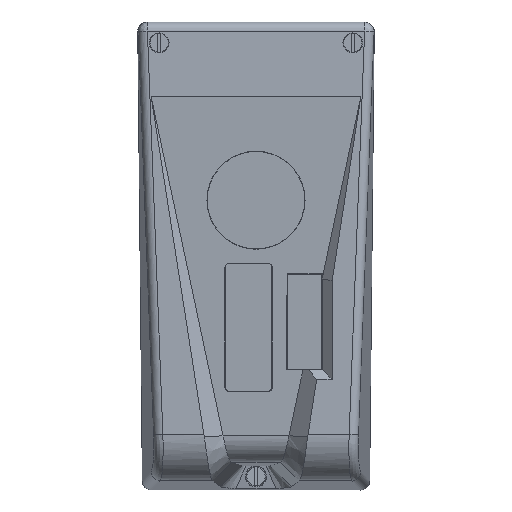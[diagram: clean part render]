
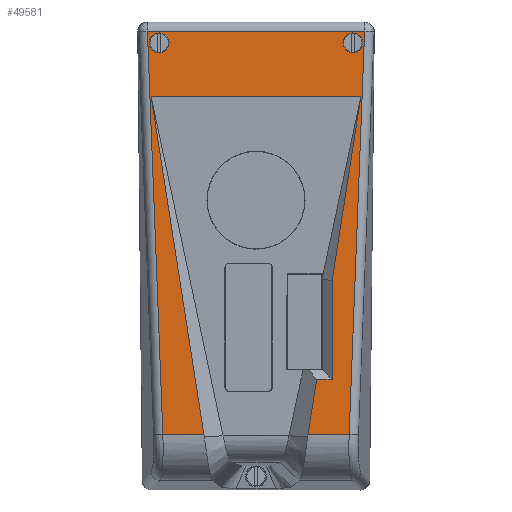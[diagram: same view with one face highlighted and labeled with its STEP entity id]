
A CAD part, top view. The second image highlights one B-rep face of the part: STEP entity #49581.
In plain terms, the highlighted planar face has unit normal (0, 0, 1).
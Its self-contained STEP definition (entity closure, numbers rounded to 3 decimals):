
#127 = CARTESIAN_POINT ( 'NONE',  ( -55.85, 196.4, 83.967 ) ) ;
#275 = CARTESIAN_POINT ( 'NONE',  ( 40.202, 168.67, 83.967 ) ) ;
#454 = EDGE_CURVE ( 'NONE', #29726, #27581, #54234, .T. ) ;
#727 = PLANE ( 'NONE',  #8012 ) ;
#2233 = VERTEX_POINT ( 'NONE', #58007 ) ;
#2322 = ORIENTED_EDGE ( 'NONE', *, *, #60907, .T. ) ;
#2993 = FACE_BOUND ( 'NONE', #60552, .T. ) ;
#3318 = CARTESIAN_POINT ( 'NONE',  ( -53.427, 191.5, 83.967 ) ) ;
#4498 = DIRECTION ( 'NONE',  ( 0.154, -0.988, 0. ) ) ;
#4867 = DIRECTION ( 'NONE',  ( 0., 0., -1. ) ) ;
#4959 = DIRECTION ( 'NONE',  ( 0., -1., 0. ) ) ;
#5007 = VERTEX_POINT ( 'NONE', #66172 ) ;
#5122 = VECTOR ( 'NONE', #67852, 1000. ) ;
#6821 = DIRECTION ( 'NONE',  ( -1., 0., 0. ) ) ;
#7973 = CARTESIAN_POINT ( 'NONE',  ( 13.065, 23.634, 83.967 ) ) ;
#8012 = AXIS2_PLACEMENT_3D ( 'NONE', #59294, #50985, #12498 ) ;
#8226 = EDGE_CURVE ( 'NONE', #57619, #14674, #26997, .T. ) ;
#10977 = DIRECTION ( 'NONE',  ( -1., 0., 0. ) ) ;
#11479 = EDGE_CURVE ( 'NONE', #64752, #57619, #24289, .T. ) ;
#11576 = EDGE_CURVE ( 'NONE', #21135, #26557, #60205, .T. ) ;
#11583 = ORIENTED_EDGE ( 'NONE', *, *, #33917, .T. ) ;
#11642 = CARTESIAN_POINT ( 'NONE',  ( 30.658, 23.634, 83.967 ) ) ;
#11673 = ORIENTED_EDGE ( 'NONE', *, *, #13161, .T. ) ;
#12498 = DIRECTION ( 'NONE',  ( -1., 0., 0. ) ) ;
#12763 = VECTOR ( 'NONE', #4498, 1000. ) ;
#13021 = DIRECTION ( 'NONE',  ( 0., 0., -1. ) ) ;
#13161 = EDGE_CURVE ( 'NONE', #27581, #29726, #15784, .T. ) ;
#14493 = CARTESIAN_POINT ( 'NONE',  ( 32.223, 191.5, 83.967 ) ) ;
#14674 = VERTEX_POINT ( 'NONE', #39520 ) ;
#15784 = CIRCLE ( 'NONE', #16432, 2.65 ) ;
#16432 = AXIS2_PLACEMENT_3D ( 'NONE', #14493, #51866, #19872 ) ;
#16894 = ORIENTED_EDGE ( 'NONE', *, *, #44656, .T. ) ;
#17639 = LINE ( 'NONE', #31841, #31903 ) ;
#18436 = CARTESIAN_POINT ( 'NONE',  ( 32.223, 191.5, 83.967 ) ) ;
#18694 = DIRECTION ( 'NONE',  ( 0.154, 0.988, 0. ) ) ;
#18828 = FACE_BOUND ( 'NONE', #48580, .T. ) ;
#19501 = CARTESIAN_POINT ( 'NONE',  ( -49.213, 23.634, 83.967 ) ) ;
#19872 = DIRECTION ( 'NONE',  ( 0., 1., 0. ) ) ;
#20817 = EDGE_CURVE ( 'NONE', #22386, #2233, #36291, .T. ) ;
#21135 = VERTEX_POINT ( 'NONE', #48342 ) ;
#22386 = VERTEX_POINT ( 'NONE', #58093 ) ;
#23169 = CARTESIAN_POINT ( 'NONE',  ( 41.952, 47.2, 83.967 ) ) ;
#23475 = EDGE_CURVE ( 'NONE', #26557, #5007, #17639, .T. ) ;
#24289 = LINE ( 'NONE', #275, #63537 ) ;
#24686 = VECTOR ( 'NONE', #46320, 1000. ) ;
#25067 = DIRECTION ( 'NONE',  ( 0., 0., -1. ) ) ;
#25286 = VERTEX_POINT ( 'NONE', #31451 ) ;
#25531 = VECTOR ( 'NONE', #44074, 1000. ) ;
#26136 = ORIENTED_EDGE ( 'NONE', *, *, #11576, .T. ) ;
#26458 = DIRECTION ( 'NONE',  ( 0.038, 0.999, 0. ) ) ;
#26557 = VERTEX_POINT ( 'NONE', #11642 ) ;
#26616 = EDGE_CURVE ( 'NONE', #25286, #31717, #37995, .T. ) ;
#26997 = LINE ( 'NONE', #36431, #12763 ) ;
#27439 = VECTOR ( 'NONE', #18694, 1000. ) ;
#27581 = VERTEX_POINT ( 'NONE', #64999 ) ;
#28578 = DIRECTION ( 'NONE',  ( -1., 0., 0. ) ) ;
#29726 = VERTEX_POINT ( 'NONE', #39766 ) ;
#30810 = CARTESIAN_POINT ( 'NONE',  ( 41.952, 23.634, 83.967 ) ) ;
#31451 = CARTESIAN_POINT ( 'NONE',  ( -48.127, 191.5, 83.967 ) ) ;
#31717 = VERTEX_POINT ( 'NONE', #3318 ) ;
#31841 = CARTESIAN_POINT ( 'NONE',  ( 30.658, 23.634, 83.967 ) ) ;
#31903 = VECTOR ( 'NONE', #26458, 1000. ) ;
#32134 = DIRECTION ( 'NONE',  ( 0.038, -0.999, 0. ) ) ;
#33917 = EDGE_CURVE ( 'NONE', #5007, #39690, #67390, .T. ) ;
#35544 = EDGE_CURVE ( 'NONE', #40366, #14674, #64765, .T. ) ;
#35592 = VERTEX_POINT ( 'NONE', #39641 ) ;
#35742 = CARTESIAN_POINT ( 'NONE',  ( 23.373, 205.039, 83.967 ) ) ;
#36291 = LINE ( 'NONE', #23169, #62982 ) ;
#36431 = CARTESIAN_POINT ( 'NONE',  ( -54.258, 168.67, 83.967 ) ) ;
#36819 = CARTESIAN_POINT ( 'NONE',  ( -50.777, 191.5, 83.967 ) ) ;
#36894 = ORIENTED_EDGE ( 'NONE', *, *, #26616, .T. ) ;
#37995 = CIRCLE ( 'NONE', #54073, 2.65 ) ;
#38237 = EDGE_CURVE ( 'NONE', #31717, #25286, #65245, .T. ) ;
#38506 = ORIENTED_EDGE ( 'NONE', *, *, #38237, .T. ) ;
#39279 = CARTESIAN_POINT ( 'NONE',  ( 35.704, 168.67, 83.967 ) ) ;
#39520 = CARTESIAN_POINT ( 'NONE',  ( -31.62, 23.634, 83.967 ) ) ;
#39641 = CARTESIAN_POINT ( 'NONE',  ( 23.373, 89.67, 83.967 ) ) ;
#39690 = VERTEX_POINT ( 'NONE', #62281 ) ;
#39766 = CARTESIAN_POINT ( 'NONE',  ( 32.223, 188.85, 83.967 ) ) ;
#40366 = VERTEX_POINT ( 'NONE', #19501 ) ;
#40942 = CARTESIAN_POINT ( 'NONE',  ( 35.704, 168.67, 83.967 ) ) ;
#42186 = DIRECTION ( 'NONE',  ( -1., 0., 0. ) ) ;
#44074 = DIRECTION ( 'NONE',  ( 1., 0., 0. ) ) ;
#44332 = EDGE_CURVE ( 'NONE', #39690, #40366, #63119, .T. ) ;
#44656 = EDGE_CURVE ( 'NONE', #64752, #35592, #67240, .T. ) ;
#45023 = CARTESIAN_POINT ( 'NONE',  ( -50.777, 191.5, 83.967 ) ) ;
#45298 = ORIENTED_EDGE ( 'NONE', *, *, #454, .T. ) ;
#45369 = ORIENTED_EDGE ( 'NONE', *, *, #35544, .T. ) ;
#45583 = FACE_OUTER_BOUND ( 'NONE', #52477, .T. ) ;
#46320 = DIRECTION ( 'NONE',  ( -0.154, -0.988, 0. ) ) ;
#47261 = CARTESIAN_POINT ( 'NONE',  ( 41.952, 196.4, 83.967 ) ) ;
#47534 = AXIS2_PLACEMENT_3D ( 'NONE', #36819, #4867, #42186 ) ;
#48342 = CARTESIAN_POINT ( 'NONE',  ( 13.065, 23.634, 83.967 ) ) ;
#48580 = EDGE_LOOP ( 'NONE', ( #11673, #45298 ) ) ;
#49581 = ADVANCED_FACE ( 'NONE', ( #2993, #18828, #45583 ), #727, .T. ) ;
#50402 = DIRECTION ( 'NONE',  ( -1., 0., 0. ) ) ;
#50630 = VECTOR ( 'NONE', #32134, 1000. ) ;
#50985 = DIRECTION ( 'NONE',  ( 0., 0., 1. ) ) ;
#51866 = DIRECTION ( 'NONE',  ( 0., 0., -1. ) ) ;
#52477 = EDGE_LOOP ( 'NONE', ( #16894, #2322, #60138, #53480, #26136, #55396, #11583, #64085, #45369, #60983, #62594 ) ) ;
#52743 = LINE ( 'NONE', #35742, #66884 ) ;
#53480 = ORIENTED_EDGE ( 'NONE', *, *, #63539, .F. ) ;
#54073 = AXIS2_PLACEMENT_3D ( 'NONE', #45023, #13021, #50402 ) ;
#54234 = CIRCLE ( 'NONE', #54628, 2.65 ) ;
#54628 = AXIS2_PLACEMENT_3D ( 'NONE', #18436, #25067, #57281 ) ;
#55396 = ORIENTED_EDGE ( 'NONE', *, *, #23475, .T. ) ;
#57281 = DIRECTION ( 'NONE',  ( 0., 1., 0. ) ) ;
#57619 = VERTEX_POINT ( 'NONE', #67361 ) ;
#58007 = CARTESIAN_POINT ( 'NONE',  ( 16.744, 47.2, 83.967 ) ) ;
#58093 = CARTESIAN_POINT ( 'NONE',  ( 23.373, 47.2, 83.967 ) ) ;
#59168 = LINE ( 'NONE', #7973, #27439 ) ;
#59294 = CARTESIAN_POINT ( 'NONE',  ( 41.952, 205.039, 83.967 ) ) ;
#60138 = ORIENTED_EDGE ( 'NONE', *, *, #20817, .T. ) ;
#60205 = LINE ( 'NONE', #30810, #5122 ) ;
#60552 = EDGE_LOOP ( 'NONE', ( #38506, #36894 ) ) ;
#60907 = EDGE_CURVE ( 'NONE', #35592, #22386, #52743, .T. ) ;
#60983 = ORIENTED_EDGE ( 'NONE', *, *, #8226, .F. ) ;
#62281 = CARTESIAN_POINT ( 'NONE',  ( -55.85, 196.4, 83.967 ) ) ;
#62594 = ORIENTED_EDGE ( 'NONE', *, *, #11479, .F. ) ;
#62982 = VECTOR ( 'NONE', #28578, 1000. ) ;
#63119 = LINE ( 'NONE', #127, #50630 ) ;
#63537 = VECTOR ( 'NONE', #10977, 1000. ) ;
#63539 = EDGE_CURVE ( 'NONE', #21135, #2233, #59168, .T. ) ;
#64085 = ORIENTED_EDGE ( 'NONE', *, *, #44332, .T. ) ;
#64752 = VERTEX_POINT ( 'NONE', #39279 ) ;
#64765 = LINE ( 'NONE', #68327, #25531 ) ;
#64999 = CARTESIAN_POINT ( 'NONE',  ( 32.223, 194.15, 83.967 ) ) ;
#65245 = CIRCLE ( 'NONE', #47534, 2.65 ) ;
#65750 = VECTOR ( 'NONE', #6821, 1000. ) ;
#66172 = CARTESIAN_POINT ( 'NONE',  ( 37.295, 196.4, 83.967 ) ) ;
#66884 = VECTOR ( 'NONE', #4959, 1000. ) ;
#67240 = LINE ( 'NONE', #40942, #24686 ) ;
#67361 = CARTESIAN_POINT ( 'NONE',  ( -54.258, 168.67, 83.967 ) ) ;
#67390 = LINE ( 'NONE', #47261, #65750 ) ;
#67852 = DIRECTION ( 'NONE',  ( 1., 0., 0. ) ) ;
#68327 = CARTESIAN_POINT ( 'NONE',  ( 41.952, 23.634, 83.967 ) ) ;
